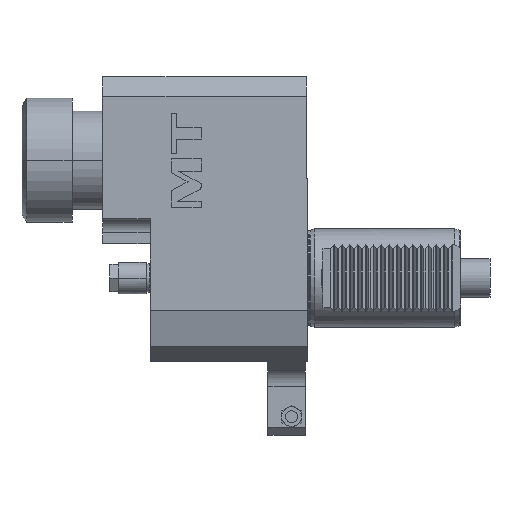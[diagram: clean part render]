
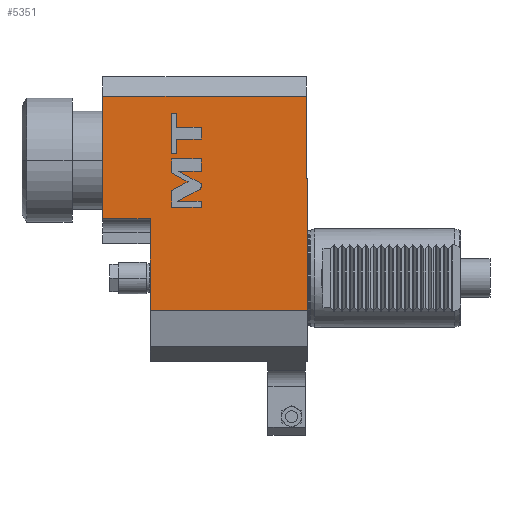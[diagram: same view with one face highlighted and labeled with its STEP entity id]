
A CAD part, front view. The second image highlights one B-rep face of the part: STEP entity #5351.
In plain terms, the highlighted planar face has unit normal (0, -1, 0).
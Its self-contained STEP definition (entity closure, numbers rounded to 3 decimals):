
#21=DIRECTION('',(0.,0.,-1.));
#22=VECTOR('',#21,67.);
#23=CARTESIAN_POINT('',(0.,-45.,50.5));
#24=LINE('',#23,#22);
#45=DIRECTION('',(-1.,0.,0.));
#46=VECTOR('',#45,80.);
#47=CARTESIAN_POINT('',(0.,-45.,-16.5));
#48=LINE('',#47,#46);
#49=DIRECTION('',(1.,0.,0.));
#50=VECTOR('',#49,24.);
#51=CARTESIAN_POINT('',(-104.,-45.,30.3));
#52=LINE('',#51,#50);
#53=DIRECTION('',(0.,0.,-1.));
#54=VECTOR('',#53,42.);
#55=CARTESIAN_POINT('',(-0.5,-45.,92.5));
#56=LINE('',#55,#54);
#57=DIRECTION('',(-1.,0.,0.));
#58=VECTOR('',#57,0.5);
#59=CARTESIAN_POINT('',(0.,-45.,50.5));
#60=LINE('',#59,#58);
#61=CARTESIAN_POINT('',(-68.023,-45.,45.173));
#62=CARTESIAN_POINT('',(-68.626,-45.,44.861));
#63=CARTESIAN_POINT('',(-69.,-45.,44.246));
#64=CARTESIAN_POINT('',(-69.,-45.,43.568));
#66=DIRECTION('',(0.,0.,-1.));
#67=VECTOR('',#66,7.541);
#68=CARTESIAN_POINT('',(-69.,-45.,43.568));
#69=LINE('',#68,#67);
#70=DIRECTION('',(1.,0.,0.));
#71=VECTOR('',#70,15.);
#72=CARTESIAN_POINT('',(-69.,-45.,36.027));
#73=LINE('',#72,#71);
#74=DIRECTION('',(0.,0.,1.));
#75=VECTOR('',#74,3.12);
#76=CARTESIAN_POINT('',(-54.,-45.,36.027));
#77=LINE('',#76,#75);
#78=DIRECTION('',(-1.,0.,0.));
#79=VECTOR('',#78,12.152);
#80=CARTESIAN_POINT('',(-54.,-45.,39.147));
#81=LINE('',#80,#79);
#82=DIRECTION('',(0.888,0.,0.459));
#83=VECTOR('',#82,12.58);
#84=CARTESIAN_POINT('',(-66.152,-45.,39.147));
#85=LINE('',#84,#83);
#86=CARTESIAN_POINT('',(-54.977,-45.,44.925));
#87=CARTESIAN_POINT('',(-54.374,-45.,45.237));
#88=CARTESIAN_POINT('',(-54.,-45.,45.853));
#89=CARTESIAN_POINT('',(-54.,-45.,46.531));
#91=DIRECTION('',(0.,0.,1.));
#92=VECTOR('',#91,1.565);
#93=CARTESIAN_POINT('',(-54.,-45.,46.531));
#94=LINE('',#93,#92);
#95=DIRECTION('',(-0.877,0.,0.481));
#96=VECTOR('',#95,13.015);
#97=CARTESIAN_POINT('',(-54.,-45.,48.096));
#98=LINE('',#97,#96);
#99=DIRECTION('',(1.,0.,0.));
#100=VECTOR('',#99,11.409);
#101=CARTESIAN_POINT('',(-65.409,-45.,54.359));
#102=LINE('',#101,#100);
#103=DIRECTION('',(0.,0.,1.));
#104=VECTOR('',#103,6.312);
#105=CARTESIAN_POINT('',(-54.,-45.,54.359));
#106=LINE('',#105,#104);
#107=DIRECTION('',(-1.,0.,0.));
#108=VECTOR('',#107,15.);
#109=CARTESIAN_POINT('',(-54.,-45.,60.671));
#110=LINE('',#109,#108);
#111=DIRECTION('',(0.,0.,-1.));
#112=VECTOR('',#111,7.116);
#113=CARTESIAN_POINT('',(-69.,-45.,60.671));
#114=LINE('',#113,#112);
#115=DIRECTION('',(0.877,0.,-0.481));
#116=VECTOR('',#115,9.511);
#117=CARTESIAN_POINT('',(-69.,-45.,53.555));
#118=LINE('',#117,#116);
#119=DIRECTION('',(-0.888,0.,-0.459));
#120=VECTOR('',#119,8.286);
#121=CARTESIAN_POINT('',(-60.663,-45.,48.978));
#122=LINE('',#121,#120);
#123=DIRECTION('',(1.,0.,0.));
#124=VECTOR('',#123,12.446);
#125=CARTESIAN_POINT('',(-66.446,-45.,70.759));
#126=LINE('',#125,#124);
#127=DIRECTION('',(0.,0.,1.));
#128=VECTOR('',#127,5.942);
#129=CARTESIAN_POINT('',(-54.,-45.,70.759));
#130=LINE('',#129,#128);
#131=DIRECTION('',(-1.,0.,0.));
#132=VECTOR('',#131,12.446);
#133=CARTESIAN_POINT('',(-54.,-45.,76.701));
#134=LINE('',#133,#132);
#135=DIRECTION('',(0.,0.,1.));
#136=VECTOR('',#135,7.272);
#137=CARTESIAN_POINT('',(-66.446,-45.,76.701));
#138=LINE('',#137,#136);
#139=DIRECTION('',(-1.,0.,0.));
#140=VECTOR('',#139,2.554);
#141=CARTESIAN_POINT('',(-66.446,-45.,83.973));
#142=LINE('',#141,#140);
#143=DIRECTION('',(0.,0.,-1.));
#144=VECTOR('',#143,20.486);
#145=CARTESIAN_POINT('',(-69.,-45.,83.973));
#146=LINE('',#145,#144);
#147=DIRECTION('',(1.,0.,0.));
#148=VECTOR('',#147,2.554);
#149=CARTESIAN_POINT('',(-69.,-45.,63.487));
#150=LINE('',#149,#148);
#151=DIRECTION('',(0.,0.,1.));
#152=VECTOR('',#151,7.272);
#153=CARTESIAN_POINT('',(-66.446,-45.,63.487));
#154=LINE('',#153,#152);
#345=DIRECTION('',(-1.,0.,0.));
#346=VECTOR('',#345,103.5);
#347=CARTESIAN_POINT('',(-0.5,-45.,92.5));
#348=LINE('',#347,#346);
#390=DIRECTION('',(0.,0.,1.));
#391=VECTOR('',#390,62.2);
#392=CARTESIAN_POINT('',(-104.,-45.,30.3));
#393=LINE('',#392,#391);
#438=DIRECTION('',(0.,0.,-1.));
#439=VECTOR('',#438,46.8);
#440=CARTESIAN_POINT('',(-80.,-45.,30.3));
#441=LINE('',#440,#439);
#4322=CARTESIAN_POINT('',(0.,-45.,-16.5));
#4324=VERTEX_POINT('',#4322);
#4374=CARTESIAN_POINT('',(0.,-45.,50.5));
#4376=VERTEX_POINT('',#4374);
#4382=CARTESIAN_POINT('',(-0.5,-45.,92.5));
#4383=CARTESIAN_POINT('',(-0.5,-45.,50.5));
#4384=VERTEX_POINT('',#4382);
#4385=VERTEX_POINT('',#4383);
#4735=CARTESIAN_POINT('',(-104.,-45.,92.5));
#4737=VERTEX_POINT('',#4735);
#4748=CARTESIAN_POINT('',(-80.,-45.,-16.5));
#4749=VERTEX_POINT('',#4748);
#4762=CARTESIAN_POINT('',(-104.,-45.,30.3));
#4764=VERTEX_POINT('',#4762);
#4776=CARTESIAN_POINT('',(-80.,-45.,30.3));
#4777=VERTEX_POINT('',#4776);
#5183=CARTESIAN_POINT('',(-68.023,-45.,45.173));
#5184=VERTEX_POINT('',#5183);
#5185=CARTESIAN_POINT('',(-69.,-45.,43.568));
#5186=VERTEX_POINT('',#5185);
#5187=CARTESIAN_POINT('',(-69.,-45.,36.027));
#5188=VERTEX_POINT('',#5187);
#5189=CARTESIAN_POINT('',(-54.,-45.,36.027));
#5190=VERTEX_POINT('',#5189);
#5191=CARTESIAN_POINT('',(-54.,-45.,39.147));
#5192=VERTEX_POINT('',#5191);
#5193=CARTESIAN_POINT('',(-66.152,-45.,39.147));
#5194=VERTEX_POINT('',#5193);
#5195=CARTESIAN_POINT('',(-54.977,-45.,44.925));
#5196=VERTEX_POINT('',#5195);
#5197=CARTESIAN_POINT('',(-54.,-45.,46.531));
#5198=VERTEX_POINT('',#5197);
#5199=CARTESIAN_POINT('',(-54.,-45.,48.096));
#5200=VERTEX_POINT('',#5199);
#5201=CARTESIAN_POINT('',(-65.409,-45.,54.359));
#5202=VERTEX_POINT('',#5201);
#5203=CARTESIAN_POINT('',(-54.,-45.,54.359));
#5204=VERTEX_POINT('',#5203);
#5205=CARTESIAN_POINT('',(-54.,-45.,60.671));
#5206=VERTEX_POINT('',#5205);
#5207=CARTESIAN_POINT('',(-69.,-45.,60.671));
#5208=VERTEX_POINT('',#5207);
#5209=CARTESIAN_POINT('',(-69.,-45.,53.555));
#5210=VERTEX_POINT('',#5209);
#5211=CARTESIAN_POINT('',(-60.663,-45.,48.978));
#5212=VERTEX_POINT('',#5211);
#5213=CARTESIAN_POINT('',(-66.446,-45.,70.759));
#5214=VERTEX_POINT('',#5213);
#5215=CARTESIAN_POINT('',(-54.,-45.,70.759));
#5216=VERTEX_POINT('',#5215);
#5217=CARTESIAN_POINT('',(-54.,-45.,76.701));
#5218=VERTEX_POINT('',#5217);
#5219=CARTESIAN_POINT('',(-66.446,-45.,76.701));
#5220=VERTEX_POINT('',#5219);
#5221=CARTESIAN_POINT('',(-66.446,-45.,83.973));
#5222=VERTEX_POINT('',#5221);
#5223=CARTESIAN_POINT('',(-69.,-45.,83.973));
#5224=VERTEX_POINT('',#5223);
#5225=CARTESIAN_POINT('',(-69.,-45.,63.487));
#5226=VERTEX_POINT('',#5225);
#5227=CARTESIAN_POINT('',(-66.446,-45.,63.487));
#5228=VERTEX_POINT('',#5227);
#5280=CARTESIAN_POINT('',(-41.5,-45.,102.5));
#5281=DIRECTION('',(0.,-1.,0.));
#5282=DIRECTION('',(0.,0.,-1.));
#5283=AXIS2_PLACEMENT_3D('',#5280,#5281,#5282);
#5284=PLANE('',#5283);
#5286=ORIENTED_EDGE('',*,*,#5285,.T.);
#5288=ORIENTED_EDGE('',*,*,#5287,.F.);
#5290=ORIENTED_EDGE('',*,*,#5289,.F.);
#5292=ORIENTED_EDGE('',*,*,#5291,.T.);
#5294=ORIENTED_EDGE('',*,*,#5293,.F.);
#5296=ORIENTED_EDGE('',*,*,#5295,.T.);
#5297=ORIENTED_EDGE('',*,*,#5271,.F.);
#5298=ORIENTED_EDGE('',*,*,#5248,.T.);
#5299=EDGE_LOOP('',(#5286,#5288,#5290,#5292,#5294,#5296,#5297,#5298));
#5300=FACE_OUTER_BOUND('',#5299,.F.);
#5302=ORIENTED_EDGE('',*,*,#5301,.T.);
#5304=ORIENTED_EDGE('',*,*,#5303,.T.);
#5306=ORIENTED_EDGE('',*,*,#5305,.T.);
#5308=ORIENTED_EDGE('',*,*,#5307,.T.);
#5310=ORIENTED_EDGE('',*,*,#5309,.T.);
#5312=ORIENTED_EDGE('',*,*,#5311,.T.);
#5314=ORIENTED_EDGE('',*,*,#5313,.T.);
#5316=ORIENTED_EDGE('',*,*,#5315,.T.);
#5318=ORIENTED_EDGE('',*,*,#5317,.T.);
#5320=ORIENTED_EDGE('',*,*,#5319,.T.);
#5322=ORIENTED_EDGE('',*,*,#5321,.T.);
#5324=ORIENTED_EDGE('',*,*,#5323,.T.);
#5326=ORIENTED_EDGE('',*,*,#5325,.T.);
#5328=ORIENTED_EDGE('',*,*,#5327,.T.);
#5330=ORIENTED_EDGE('',*,*,#5329,.T.);
#5331=EDGE_LOOP('',(#5302,#5304,#5306,#5308,#5310,#5312,#5314,#5316,#5318,#5320,
#5322,#5324,#5326,#5328,#5330));
#5332=FACE_BOUND('',#5331,.F.);
#5334=ORIENTED_EDGE('',*,*,#5333,.T.);
#5336=ORIENTED_EDGE('',*,*,#5335,.T.);
#5338=ORIENTED_EDGE('',*,*,#5337,.T.);
#5340=ORIENTED_EDGE('',*,*,#5339,.T.);
#5342=ORIENTED_EDGE('',*,*,#5341,.T.);
#5344=ORIENTED_EDGE('',*,*,#5343,.T.);
#5346=ORIENTED_EDGE('',*,*,#5345,.T.);
#5348=ORIENTED_EDGE('',*,*,#5347,.T.);
#5349=EDGE_LOOP('',(#5334,#5336,#5338,#5340,#5342,#5344,#5346,#5348));
#5350=FACE_BOUND('',#5349,.F.);
#5351=ADVANCED_FACE('',(#5300,#5332,#5350),#5284,.T.);
#65=B_SPLINE_CURVE_WITH_KNOTS('',3,(#61,#62,#63,#64),.UNSPECIFIED.,.F.,.F.,(4,
4),(0.,1.),.UNSPECIFIED.);
#90=B_SPLINE_CURVE_WITH_KNOTS('',3,(#86,#87,#88,#89),.UNSPECIFIED.,.F.,.F.,(4,
4),(0.,1.),.UNSPECIFIED.);
#5248=EDGE_CURVE('',#4376,#4324,#24,.T.);
#5271=EDGE_CURVE('',#4376,#4385,#60,.T.);
#5285=EDGE_CURVE('',#4324,#4749,#48,.T.);
#5287=EDGE_CURVE('',#4777,#4749,#441,.T.);
#5289=EDGE_CURVE('',#4764,#4777,#52,.T.);
#5291=EDGE_CURVE('',#4764,#4737,#393,.T.);
#5293=EDGE_CURVE('',#4384,#4737,#348,.T.);
#5295=EDGE_CURVE('',#4384,#4385,#56,.T.);
#5301=EDGE_CURVE('',#5184,#5186,#65,.T.);
#5303=EDGE_CURVE('',#5186,#5188,#69,.T.);
#5305=EDGE_CURVE('',#5188,#5190,#73,.T.);
#5307=EDGE_CURVE('',#5190,#5192,#77,.T.);
#5309=EDGE_CURVE('',#5192,#5194,#81,.T.);
#5311=EDGE_CURVE('',#5194,#5196,#85,.T.);
#5313=EDGE_CURVE('',#5196,#5198,#90,.T.);
#5315=EDGE_CURVE('',#5198,#5200,#94,.T.);
#5317=EDGE_CURVE('',#5200,#5202,#98,.T.);
#5319=EDGE_CURVE('',#5202,#5204,#102,.T.);
#5321=EDGE_CURVE('',#5204,#5206,#106,.T.);
#5323=EDGE_CURVE('',#5206,#5208,#110,.T.);
#5325=EDGE_CURVE('',#5208,#5210,#114,.T.);
#5327=EDGE_CURVE('',#5210,#5212,#118,.T.);
#5329=EDGE_CURVE('',#5212,#5184,#122,.T.);
#5333=EDGE_CURVE('',#5214,#5216,#126,.T.);
#5335=EDGE_CURVE('',#5216,#5218,#130,.T.);
#5337=EDGE_CURVE('',#5218,#5220,#134,.T.);
#5339=EDGE_CURVE('',#5220,#5222,#138,.T.);
#5341=EDGE_CURVE('',#5222,#5224,#142,.T.);
#5343=EDGE_CURVE('',#5224,#5226,#146,.T.);
#5345=EDGE_CURVE('',#5226,#5228,#150,.T.);
#5347=EDGE_CURVE('',#5228,#5214,#154,.T.);
